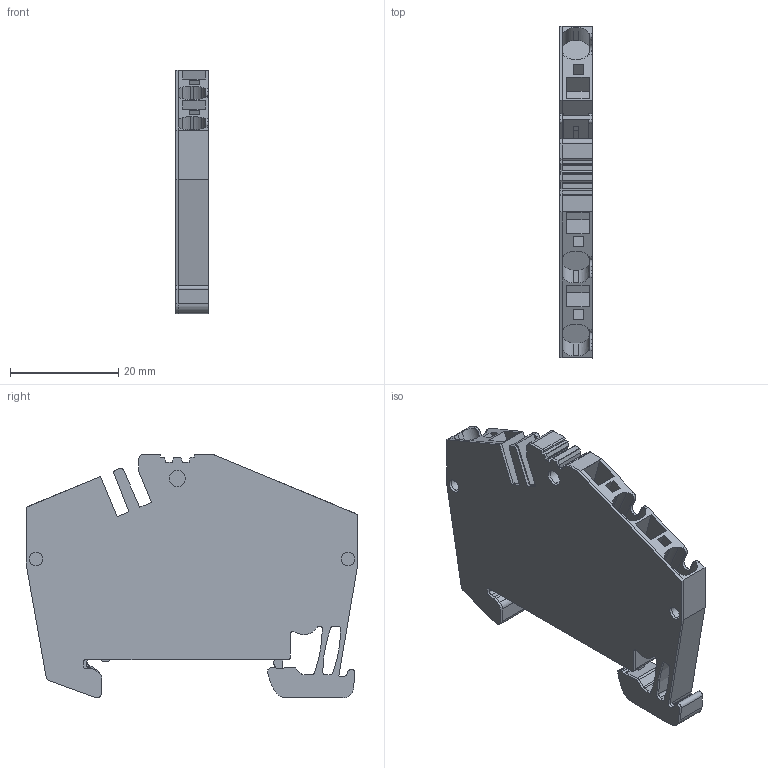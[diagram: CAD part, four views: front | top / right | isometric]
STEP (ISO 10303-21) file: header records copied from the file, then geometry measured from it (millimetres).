
FILE_DESCRIPTION(('CATIA V5R22 STEP214','CAx-IF Rec.Pracs.--- Model Styling and Organization---1.4--- 2014-01-23'),'2;1');
FILE_NAME ('020924-3_0', '2021-04-13T04:54:21+00:00', ('Weidmueller Interface'), ('Weidmueller'), 'CATIA Version 5-6 Release 2016 SP3 HF44', 'CATIA V5 STEP AP214', 'none');
FILE_SCHEMA(('AUTOMOTIVE_DESIGN { 1 0 10303 214 1 1 1 1 }'));
Length unit declared in the file: millimetre
Products named in the file (1): ZPE4-2/3AN_AllCATPart
Bounding box: 6.1 x 61.4 x 45.11 mm (x, y, z)
Volume: 11177.1 mm3; surface area: 11238.7 mm2
Topology: 5 solids, 5 shells, 376 faces, 1078 edges, 723 vertices
Faces by surface type: plane 228, cylinder 147, torus 1
Entity records: 12037 total; most frequent: CARTESIAN_POINT 2418, ORIENTED_EDGE 2156, DIRECTION 1676, EDGE_CURVE 1078, VECTOR 765, LINE 765, VERTEX_POINT 723, AXIS2_PLACEMENT_3D 592
